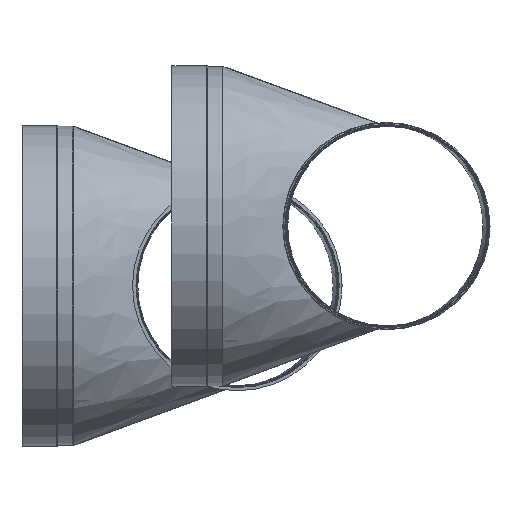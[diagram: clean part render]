
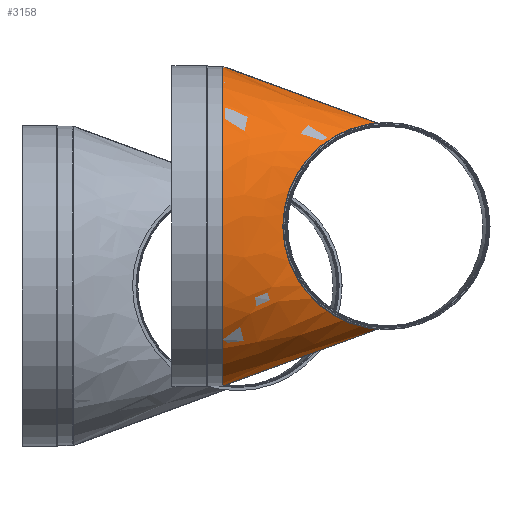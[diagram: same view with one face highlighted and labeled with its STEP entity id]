
A CAD part, left-side view. The second image highlights one B-rep face of the part: STEP entity #3158.
In plain terms, the highlighted free-form (B-spline) face has degree [3, 3] with [17, 4] control points.
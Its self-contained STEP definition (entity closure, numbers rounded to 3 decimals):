
#539=ELLIPSE('',#3655,279.423,201.);
#767=CIRCLE('',#3654,316.);
#796=B_SPLINE_SURFACE_WITH_KNOTS('',3,3,((#7382,#7383,#7384,#7385),(#7386,
#7387,#7388,#7389),(#7390,#7391,#7392,#7393),(#7394,#7395,#7396,#7397),
(#7398,#7399,#7400,#7401),(#7402,#7403,#7404,#7405),(#7406,#7407,#7408,
#7409),(#7410,#7411,#7412,#7413),(#7414,#7415,#7416,#7417),(#7418,#7419,
#7420,#7421),(#7422,#7423,#7424,#7425),(#7426,#7427,#7428,#7429),(#7430,
#7431,#7432,#7433),(#7434,#7435,#7436,#7437),(#7438,#7439,#7440,#7441),
(#7442,#7443,#7444,#7445),(#7446,#7447,#7448,#7449)),.UNSPECIFIED.,.F.,
 .F.,.F.,(4,1,1,1,1,1,1,1,1,1,1,1,1,1,4),(4,4),(0.,0.071,0.143,
0.19,0.286,0.333,0.429,
0.524,0.571,0.667,0.714,
0.786,0.857,0.929,1.),(0.,1.),
 .UNSPECIFIED.);
#1194=FACE_OUTER_BOUND('',#1676,.T.);
#1676=EDGE_LOOP('',(#2863,#2864,#2865,#2866));
#1722=LINE('',#7454,#1740);
#1723=LINE('',#7457,#1741);
#1740=VECTOR('',#4657,334.396);
#1741=VECTOR('',#4660,334.396);
#2000=VERTEX_POINT('',#7450);
#2001=VERTEX_POINT('',#7451);
#2002=VERTEX_POINT('',#7453);
#2003=VERTEX_POINT('',#7455);
#2290=EDGE_CURVE('',#2000,#2001,#767,.T.);
#2291=EDGE_CURVE('',#2001,#2002,#1722,.T.);
#2292=EDGE_CURVE('',#2003,#2002,#539,.T.);
#2293=EDGE_CURVE('',#2000,#2003,#1723,.T.);
#2863=ORIENTED_EDGE('',*,*,#2290,.T.);
#2864=ORIENTED_EDGE('',*,*,#2291,.T.);
#2865=ORIENTED_EDGE('',*,*,#2292,.F.);
#2866=ORIENTED_EDGE('',*,*,#2293,.F.);
#3158=ADVANCED_FACE('',(#1194),#796,.T.);
#3654=AXIS2_PLACEMENT_3D('',#7452,#4655,#4656);
#3655=AXIS2_PLACEMENT_3D('',#7456,#4658,#4659);
#4655=DIRECTION('center_axis',(0.,1.,0.));
#4656=DIRECTION('ref_axis',(0.,0.,-1.));
#4657=DIRECTION('',(0.,-0.939,-0.344));
#4658=DIRECTION('center_axis',(0.695,0.719,0.));
#4659=DIRECTION('ref_axis',(-0.719,0.695,0.));
#4660=DIRECTION('',(0.,-0.939,0.344));
#7382=CARTESIAN_POINT('Ctrl Pts',(0.,314.,-316.));
#7383=CARTESIAN_POINT('Ctrl Pts',(0.,209.333,
-277.667));
#7384=CARTESIAN_POINT('Ctrl Pts',(0.,104.667,
-239.333));
#7385=CARTESIAN_POINT('Ctrl Pts',(0.,0.,
-201.));
#7386=CARTESIAN_POINT('Ctrl Pts',(-23.637,314.,-316.));
#7387=CARTESIAN_POINT('Ctrl Pts',(-20.77,214.172,-277.667));
#7388=CARTESIAN_POINT('Ctrl Pts',(-17.902,114.347,-239.333));
#7389=CARTESIAN_POINT('Ctrl Pts',(-15.035,14.519,-201.));
#7390=CARTESIAN_POINT('Ctrl Pts',(-70.913,314.,-310.679));
#7391=CARTESIAN_POINT('Ctrl Pts',(-62.31,223.854,-272.99));
#7392=CARTESIAN_POINT('Ctrl Pts',(-53.709,133.704,-235.304));
#7393=CARTESIAN_POINT('Ctrl Pts',(-45.106,43.558,-197.615));
#7394=CARTESIAN_POINT('Ctrl Pts',(-130.773,314.,-289.718));
#7395=CARTESIAN_POINT('Ctrl Pts',(-114.91,236.109,-254.573));
#7396=CARTESIAN_POINT('Ctrl Pts',(-99.045,158.219,-219.427));
#7397=CARTESIAN_POINT('Ctrl Pts',(-83.182,80.328,-184.283));
#7398=CARTESIAN_POINT('Ctrl Pts',(-192.368,314.,-254.175));
#7399=CARTESIAN_POINT('Ctrl Pts',(-169.032,248.722,-223.341));
#7400=CARTESIAN_POINT('Ctrl Pts',(-145.697,183.441,-192.508));
#7401=CARTESIAN_POINT('Ctrl Pts',(-122.361,118.162,-161.674));
#7402=CARTESIAN_POINT('Ctrl Pts',(-239.087,314.,-210.823));
#7403=CARTESIAN_POINT('Ctrl Pts',(-210.084,258.286,-185.249));
#7404=CARTESIAN_POINT('Ctrl Pts',(-181.08,202.573,-159.674));
#7405=CARTESIAN_POINT('Ctrl Pts',(-152.077,146.859,-134.1));
#7406=CARTESIAN_POINT('Ctrl Pts',(-283.594,314.,-145.537));
#7407=CARTESIAN_POINT('Ctrl Pts',(-249.192,267.399,-127.883));
#7408=CARTESIAN_POINT('Ctrl Pts',(-214.79,220.799,-110.228));
#7409=CARTESIAN_POINT('Ctrl Pts',(-180.387,174.198,-92.573));
#7410=CARTESIAN_POINT('Ctrl Pts',(-312.723,314.,-71.377));
#7411=CARTESIAN_POINT('Ctrl Pts',(-274.787,273.363,-62.718));
#7412=CARTESIAN_POINT('Ctrl Pts',(-236.851,232.727,-54.06));
#7413=CARTESIAN_POINT('Ctrl Pts',(-198.915,192.09,-45.401));
#7414=CARTESIAN_POINT('Ctrl Pts',(-318.656,314.,8.078));
#7415=CARTESIAN_POINT('Ctrl Pts',(-280.001,274.578,7.098));
#7416=CARTESIAN_POINT('Ctrl Pts',(-241.345,235.157,6.118));
#7417=CARTESIAN_POINT('Ctrl Pts',(-202.689,195.735,5.138));
#7418=CARTESIAN_POINT('Ctrl Pts',(-306.883,314.,86.21));
#7419=CARTESIAN_POINT('Ctrl Pts',(-269.656,272.167,75.752));
#7420=CARTESIAN_POINT('Ctrl Pts',(-232.427,230.336,65.294));
#7421=CARTESIAN_POINT('Ctrl Pts',(-195.201,188.503,54.836));
#7422=CARTESIAN_POINT('Ctrl Pts',(-283.6,314.,145.538));
#7423=CARTESIAN_POINT('Ctrl Pts',(-249.196,267.402,127.883));
#7424=CARTESIAN_POINT('Ctrl Pts',(-214.795,220.8,110.228));
#7425=CARTESIAN_POINT('Ctrl Pts',(-180.391,174.202,92.573));
#7426=CARTESIAN_POINT('Ctrl Pts',(-243.527,314.,204.287));
#7427=CARTESIAN_POINT('Ctrl Pts',(-213.986,259.195,179.506));
#7428=CARTESIAN_POINT('Ctrl Pts',(-184.443,204.392,154.724));
#7429=CARTESIAN_POINT('Ctrl Pts',(-154.902,149.587,129.942));
#7430=CARTESIAN_POINT('Ctrl Pts',(-198.686,314.,249.142));
#7431=CARTESIAN_POINT('Ctrl Pts',(-174.583,250.016,218.919));
#7432=CARTESIAN_POINT('Ctrl Pts',(-150.482,186.028,188.697));
#7433=CARTESIAN_POINT('Ctrl Pts',(-126.38,122.043,158.474));
#7434=CARTESIAN_POINT('Ctrl Pts',(-138.26,314.,287.104));
#7435=CARTESIAN_POINT('Ctrl Pts',(-121.488,237.642,252.276));
#7436=CARTESIAN_POINT('Ctrl Pts',(-104.715,161.284,217.448));
#7437=CARTESIAN_POINT('Ctrl Pts',(-87.944,84.926,182.62));
#7438=CARTESIAN_POINT('Ctrl Pts',(-70.91,314.,310.675));
#7439=CARTESIAN_POINT('Ctrl Pts',(-62.308,223.853,272.987));
#7440=CARTESIAN_POINT('Ctrl Pts',(-53.707,133.704,235.3));
#7441=CARTESIAN_POINT('Ctrl Pts',(-45.104,43.557,197.613));
#7442=CARTESIAN_POINT('Ctrl Pts',(-23.637,314.,316.));
#7443=CARTESIAN_POINT('Ctrl Pts',(-20.77,214.172,277.666));
#7444=CARTESIAN_POINT('Ctrl Pts',(-17.902,114.346,239.334));
#7445=CARTESIAN_POINT('Ctrl Pts',(-15.035,14.519,201.));
#7446=CARTESIAN_POINT('Ctrl Pts',(0.,314.,316.));
#7447=CARTESIAN_POINT('Ctrl Pts',(0.,209.333,
277.667));
#7448=CARTESIAN_POINT('Ctrl Pts',(0.,104.667,
239.333));
#7449=CARTESIAN_POINT('Ctrl Pts',(0.,0.,
201.));
#7450=CARTESIAN_POINT('',(0.,314.,-316.));
#7451=CARTESIAN_POINT('',(0.,314.,316.));
#7452=CARTESIAN_POINT('Origin',(0.,314.,0.));
#7453=CARTESIAN_POINT('',(0.,0.,201.));
#7454=CARTESIAN_POINT('',(0.,314.,316.));
#7455=CARTESIAN_POINT('',(0.,0.,-201.));
#7456=CARTESIAN_POINT('Origin',(0.,0.,0.));
#7457=CARTESIAN_POINT('',(0.,314.,-316.));
